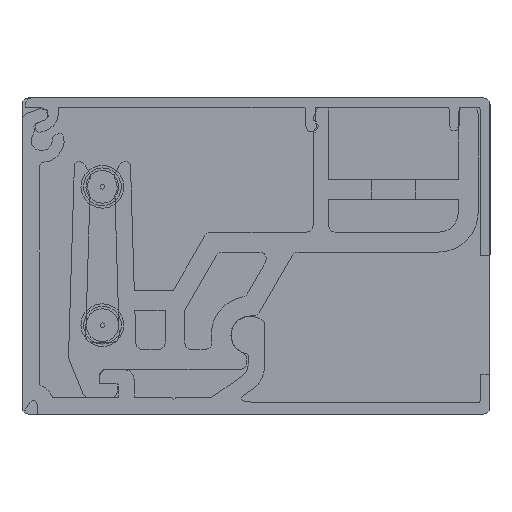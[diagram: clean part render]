
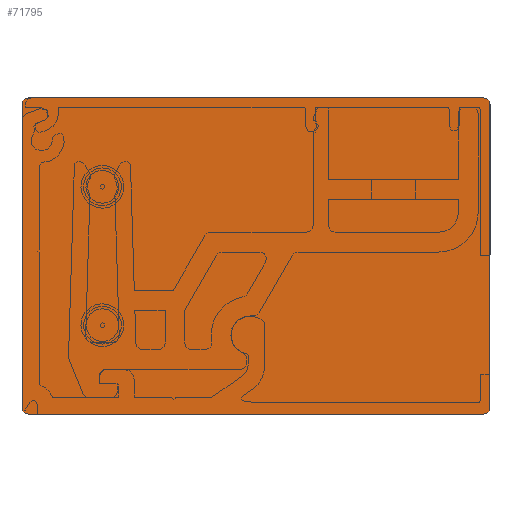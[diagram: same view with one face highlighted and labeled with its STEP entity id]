
A CAD part, front view. The second image highlights one B-rep face of the part: STEP entity #71795.
In plain terms, the highlighted face is planar.
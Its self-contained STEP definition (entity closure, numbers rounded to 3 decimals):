
#6510=PLANE('',#78368);
#10057=FACE_OUTER_BOUND('',#14026,.T.);
#14026=EDGE_LOOP('',(#66975,#66976,#66977,#66978,#66979,#66980,#66981,#66982));
#19556=LINE('',#136847,#25116);
#19559=LINE('',#136853,#25119);
#19560=LINE('',#136857,#25120);
#19561=LINE('',#136861,#25121);
#25116=VECTOR('',#95962,10.);
#25119=VECTOR('',#95967,10.);
#25120=VECTOR('',#95970,10.);
#25121=VECTOR('',#95973,10.);
#28041=CIRCLE('',#78365,1.);
#28043=CIRCLE('',#78369,1.);
#28044=CIRCLE('',#78370,1.);
#28045=CIRCLE('',#78371,1.);
#36532=VERTEX_POINT('',#136837);
#36533=VERTEX_POINT('',#136838);
#36536=VERTEX_POINT('',#136846);
#36538=VERTEX_POINT('',#136852);
#36539=VERTEX_POINT('',#136854);
#36540=VERTEX_POINT('',#136856);
#36541=VERTEX_POINT('',#136858);
#36542=VERTEX_POINT('',#136860);
#46695=EDGE_CURVE('',#36532,#36533,#28041,.T.);
#46699=EDGE_CURVE('',#36536,#36533,#19556,.T.);
#46702=EDGE_CURVE('',#36532,#36538,#19559,.T.);
#46703=EDGE_CURVE('',#36539,#36538,#28043,.T.);
#46704=EDGE_CURVE('',#36539,#36540,#19560,.T.);
#46705=EDGE_CURVE('',#36541,#36540,#28044,.T.);
#46706=EDGE_CURVE('',#36541,#36542,#19561,.T.);
#46707=EDGE_CURVE('',#36536,#36542,#28045,.T.);
#66975=ORIENTED_EDGE('',*,*,#46695,.F.);
#66976=ORIENTED_EDGE('',*,*,#46702,.T.);
#66977=ORIENTED_EDGE('',*,*,#46703,.F.);
#66978=ORIENTED_EDGE('',*,*,#46704,.T.);
#66979=ORIENTED_EDGE('',*,*,#46705,.F.);
#66980=ORIENTED_EDGE('',*,*,#46706,.T.);
#66981=ORIENTED_EDGE('',*,*,#46707,.F.);
#66982=ORIENTED_EDGE('',*,*,#46699,.T.);
#71795=ADVANCED_FACE('',(#10057),#6510,.T.);
#78365=AXIS2_PLACEMENT_3D('',#136839,#95954,#95955);
#78368=AXIS2_PLACEMENT_3D('',#136851,#95965,#95966);
#78369=AXIS2_PLACEMENT_3D('',#136855,#95968,#95969);
#78370=AXIS2_PLACEMENT_3D('',#136859,#95971,#95972);
#78371=AXIS2_PLACEMENT_3D('',#136862,#95974,#95975);
#95954=DIRECTION('center_axis',(0.,-1.,0.));
#95955=DIRECTION('ref_axis',(-0.707,0.,-0.707));
#95962=DIRECTION('',(-1.,0.,0.));
#95965=DIRECTION('center_axis',(0.,1.,0.));
#95966=DIRECTION('ref_axis',(0.,0.,1.));
#95967=DIRECTION('',(0.,0.,1.));
#95968=DIRECTION('center_axis',(0.,-1.,0.));
#95969=DIRECTION('ref_axis',(-0.707,0.,0.707));
#95970=DIRECTION('',(1.,0.,0.));
#95971=DIRECTION('center_axis',(0.,-1.,0.));
#95972=DIRECTION('ref_axis',(0.707,0.,0.707));
#95973=DIRECTION('',(0.,0.,-1.));
#95974=DIRECTION('center_axis',(0.,-1.,0.));
#95975=DIRECTION('ref_axis',(0.707,0.,-0.707));
#136837=CARTESIAN_POINT('',(-24.,2.,-34.5));
#136838=CARTESIAN_POINT('',(-23.,2.,-35.5));
#136839=CARTESIAN_POINT('Origin',(-23.,2.,-34.5));
#136846=CARTESIAN_POINT('',(23.,2.,-35.5));
#136847=CARTESIAN_POINT('',(24.,2.,-35.5));
#136851=CARTESIAN_POINT('Origin',(0.,2.,0.));
#136852=CARTESIAN_POINT('',(-24.,2.,34.5));
#136853=CARTESIAN_POINT('',(-24.,2.,-35.5));
#136854=CARTESIAN_POINT('',(-23.,2.,35.5));
#136855=CARTESIAN_POINT('Origin',(-23.,2.,34.5));
#136856=CARTESIAN_POINT('',(23.,2.,35.5));
#136857=CARTESIAN_POINT('',(-24.,2.,35.5));
#136858=CARTESIAN_POINT('',(24.,2.,34.5));
#136859=CARTESIAN_POINT('Origin',(23.,2.,34.5));
#136860=CARTESIAN_POINT('',(24.,2.,-34.5));
#136861=CARTESIAN_POINT('',(24.,2.,35.5));
#136862=CARTESIAN_POINT('Origin',(23.,2.,-34.5));
